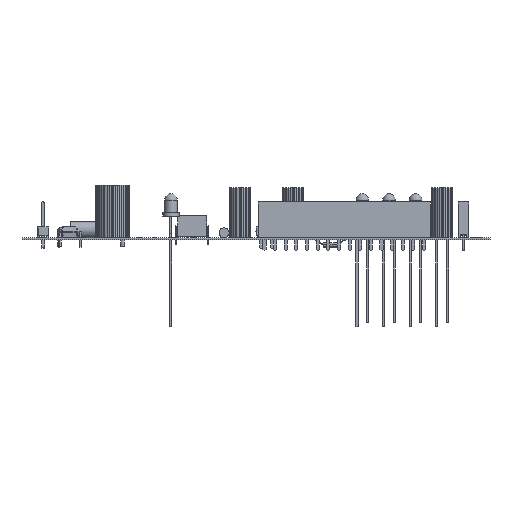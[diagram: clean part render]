
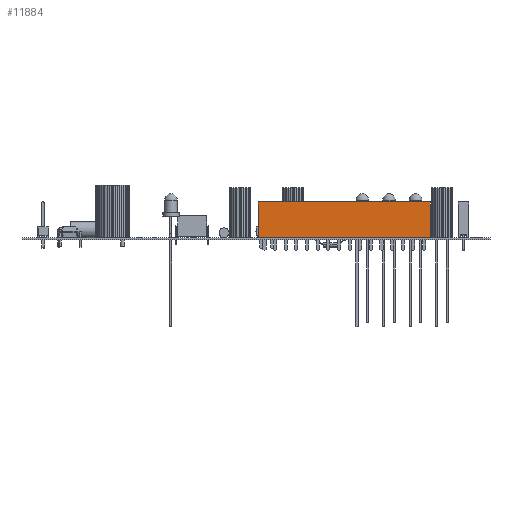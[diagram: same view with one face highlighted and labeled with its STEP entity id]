
A CAD part, front view. The second image highlights one B-rep face of the part: STEP entity #11884.
In plain terms, the highlighted planar face has unit normal (0, -1, 0).
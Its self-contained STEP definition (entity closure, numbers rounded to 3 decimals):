
#11884 = ADVANCED_FACE('',(#11885),#11919,.T.);
#11885 = FACE_BOUND('',#11886,.T.);
#11886 = EDGE_LOOP('',(#11887,#11897,#11905,#11913));
#11887 = ORIENTED_EDGE('',*,*,#11888,.T.);
#11888 = EDGE_CURVE('',#11889,#11891,#11893,.T.);
#11889 = VERTEX_POINT('',#11890);
#11890 = CARTESIAN_POINT('',(20.57,-1.25,4.25));
#11891 = VERTEX_POINT('',#11892);
#11892 = CARTESIAN_POINT('',(-20.57,-1.25,4.25));
#11893 = LINE('',#11894,#11895);
#11894 = CARTESIAN_POINT('',(20.57,-1.25,4.25));
#11895 = VECTOR('',#11896,1.);
#11896 = DIRECTION('',(-1.,0.,0.));
#11897 = ORIENTED_EDGE('',*,*,#11898,.T.);
#11898 = EDGE_CURVE('',#11891,#11899,#11901,.T.);
#11899 = VERTEX_POINT('',#11900);
#11900 = CARTESIAN_POINT('',(-20.57,-1.25,-4.25));
#11901 = LINE('',#11902,#11903);
#11902 = CARTESIAN_POINT('',(-20.57,-1.25,4.25));
#11903 = VECTOR('',#11904,1.);
#11904 = DIRECTION('',(0.,0.,-1.));
#11905 = ORIENTED_EDGE('',*,*,#11906,.T.);
#11906 = EDGE_CURVE('',#11899,#11907,#11909,.T.);
#11907 = VERTEX_POINT('',#11908);
#11908 = CARTESIAN_POINT('',(20.57,-1.25,-4.25));
#11909 = LINE('',#11910,#11911);
#11910 = CARTESIAN_POINT('',(-20.57,-1.25,-4.25));
#11911 = VECTOR('',#11912,1.);
#11912 = DIRECTION('',(1.,0.,0.));
#11913 = ORIENTED_EDGE('',*,*,#11914,.T.);
#11914 = EDGE_CURVE('',#11907,#11889,#11915,.T.);
#11915 = LINE('',#11916,#11917);
#11916 = CARTESIAN_POINT('',(20.57,-1.25,-4.25));
#11917 = VECTOR('',#11918,1.);
#11918 = DIRECTION('',(0.,0.,1.));
#11919 = PLANE('',#11920);
#11920 = AXIS2_PLACEMENT_3D('',#11921,#11922,#11923);
#11921 = CARTESIAN_POINT('',(0.,-1.25,0.));
#11922 = DIRECTION('',(0.,-1.,0.));
#11923 = DIRECTION('',(0.,0.,-1.));
